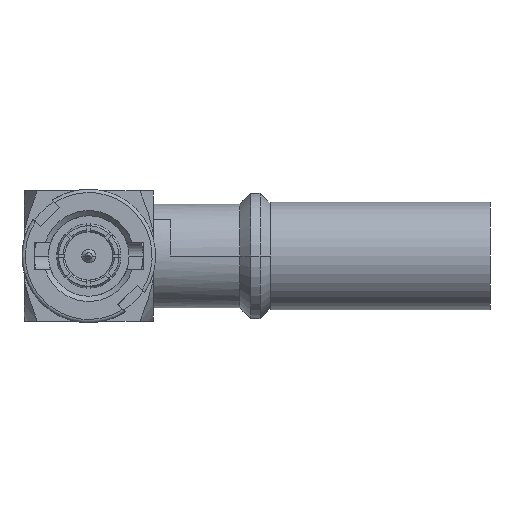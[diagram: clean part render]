
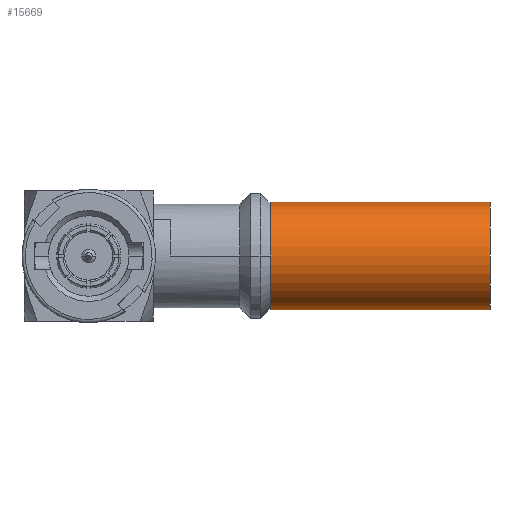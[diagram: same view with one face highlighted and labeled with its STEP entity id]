
A CAD part, left-side view. The second image highlights one B-rep face of the part: STEP entity #15669.
In plain terms, the highlighted cylindrical face has radius 3.111 mm (diameter 6.223 mm), a partial arc.
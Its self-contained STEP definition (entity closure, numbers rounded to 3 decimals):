
#486=CARTESIAN_POINT('',(-3.125,-10.55,0.));
#487=DIRECTION('',(0.,-1.,0.));
#488=DIRECTION('',(0.,0.,1.));
#489=AXIS2_PLACEMENT_3D('',#486,#487,#488);
#491=DIRECTION('',(0.,-1.,0.));
#492=VECTOR('',#491,12.7);
#493=CARTESIAN_POINT('',(-3.125,-10.55,-3.112));
#494=LINE('',#493,#492);
#495=DIRECTION('',(0.,-1.,0.));
#496=VECTOR('',#495,12.7);
#497=CARTESIAN_POINT('',(-3.125,-10.55,3.112));
#498=LINE('',#497,#496);
#504=CARTESIAN_POINT('',(-3.125,-23.25,0.));
#505=DIRECTION('',(0.,-1.,0.));
#506=DIRECTION('',(0.,0.,1.));
#507=AXIS2_PLACEMENT_3D('',#504,#505,#506);
#15085=CARTESIAN_POINT('',(-3.125,-10.55,-3.112));
#15086=CARTESIAN_POINT('',(-3.125,-10.55,3.112));
#15087=VERTEX_POINT('',#15085);
#15088=VERTEX_POINT('',#15086);
#15089=CARTESIAN_POINT('',(-3.125,-23.25,-3.112));
#15090=CARTESIAN_POINT('',(-3.125,-23.25,3.112));
#15091=VERTEX_POINT('',#15089);
#15092=VERTEX_POINT('',#15090);
#15657=CARTESIAN_POINT('',(-3.125,-10.55,0.));
#15658=DIRECTION('',(0.,-1.,0.));
#15659=DIRECTION('',(0.,0.,-1.));
#15660=AXIS2_PLACEMENT_3D('',#15657,#15658,#15659);
#15661=CYLINDRICAL_SURFACE('',#15660,3.112);
#15662=ORIENTED_EDGE('',*,*,#15632,.F.);
#15663=ORIENTED_EDGE('',*,*,#15652,.T.);
#15665=ORIENTED_EDGE('',*,*,#15664,.T.);
#15666=ORIENTED_EDGE('',*,*,#15648,.F.);
#15667=EDGE_LOOP('',(#15662,#15663,#15665,#15666));
#15668=FACE_OUTER_BOUND('',#15667,.F.);
#15669=ADVANCED_FACE('',(#15668),#15661,.T.);
#490=CIRCLE('',#489,3.112);
#508=CIRCLE('',#507,3.112);
#15632=EDGE_CURVE('',#15088,#15087,#490,.T.);
#15648=EDGE_CURVE('',#15087,#15091,#494,.T.);
#15652=EDGE_CURVE('',#15088,#15092,#498,.T.);
#15664=EDGE_CURVE('',#15092,#15091,#508,.T.);
